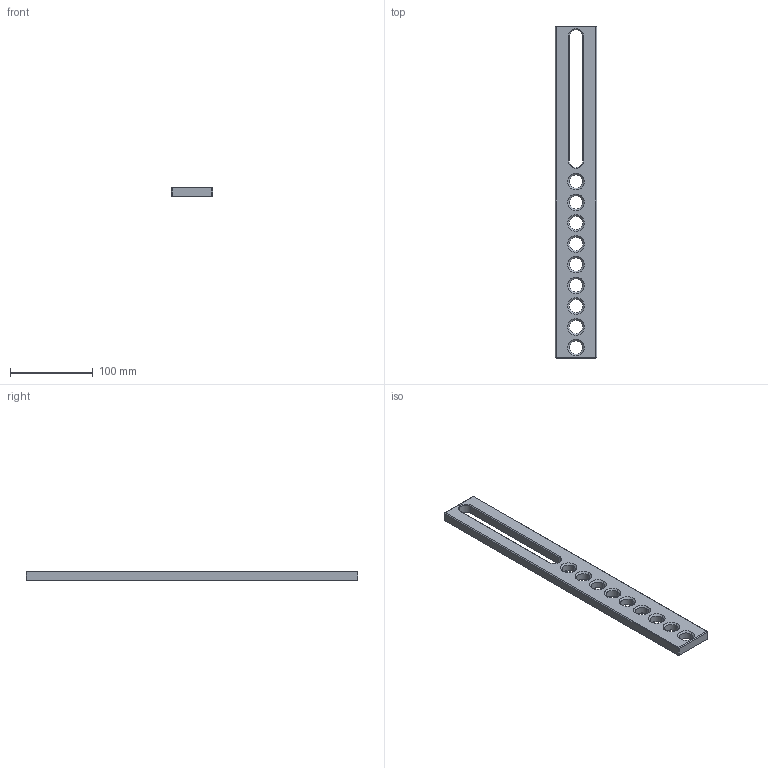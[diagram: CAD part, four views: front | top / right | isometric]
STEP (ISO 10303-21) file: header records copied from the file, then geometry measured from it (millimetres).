
FILE_DESCRIPTION(('STEP AP214'),'1');
FILE_NAME('160426.STP','2011-09-21T11:37:33',(' '),(' '),'Spatial InterOp 3D',' ',' ');
FILE_SCHEMA(('automotive_design'));
Length unit declared in the file: millimetre
Products named in the file (1): Quader
Bounding box: 50 x 400 x 12 mm (x, y, z)
Volume: 183347 mm3; surface area: 49101.3 mm2
Topology: 1 solids, 1 shells, 96 faces, 214 edges, 120 vertices
Faces by surface type: cone 44, plane 32, cylinder 20
Entity records: 3434 total; most frequent: DIRECTION 496, CARTESIAN_POINT 431, ORIENTED_EDGE 428, EDGE_CURVE 214, AXIS2_PLACEMENT_3D 185, LINE 126, VECTOR 126, VERTEX_POINT 120
